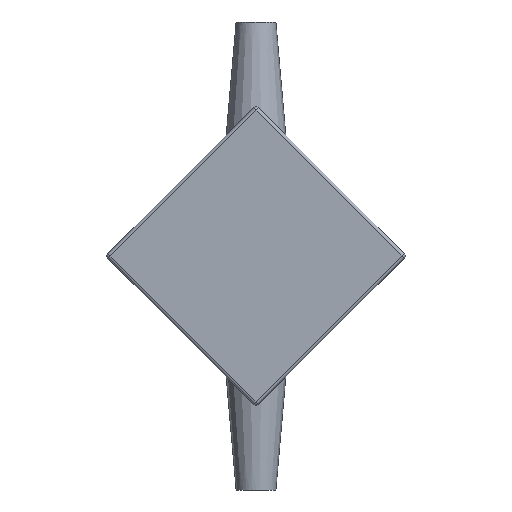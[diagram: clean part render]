
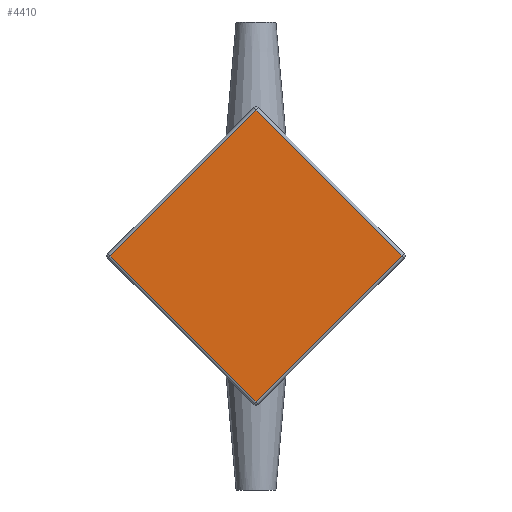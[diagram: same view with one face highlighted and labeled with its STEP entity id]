
A CAD part, front view. The second image highlights one B-rep face of the part: STEP entity #4410.
In plain terms, the highlighted planar face has unit normal (0, -1, 0).
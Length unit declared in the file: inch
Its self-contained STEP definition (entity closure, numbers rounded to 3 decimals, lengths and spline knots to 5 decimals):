
#8 = LINE ( 'NONE', #3451, #2089 ) ;
#154 = FACE_OUTER_BOUND ( 'NONE', #4008, .T. ) ;
#323 = VECTOR ( 'NONE', #2689, 39.37008 ) ;
#324 = LINE ( 'NONE', #2693, #323 ) ;
#409 = ORIENTED_EDGE ( 'NONE', *, *, #538, .T. ) ;
#420 = ORIENTED_EDGE ( 'NONE', *, *, #686, .T. ) ;
#514 = ORIENTED_EDGE ( 'NONE', *, *, #566, .T. ) ;
#538 = EDGE_CURVE ( 'NONE', #3504, #3525, #8, .T. ) ;
#544 = EDGE_CURVE ( 'NONE', #3531, #3506, #2084, .T. ) ;
#566 = EDGE_CURVE ( 'NONE', #3525, #3531, #2041, .T. ) ;
#686 = EDGE_CURVE ( 'NONE', #3506, #3504, #324, .T. ) ;
#843 = DIRECTION ( 'NONE',  ( 0., 0., 1. ) ) ;
#844 = DIRECTION ( 'NONE',  ( 0., 1., 0. ) ) ;
#858 = CARTESIAN_POINT ( 'NONE',  ( 0.70711, 0., 0. ) ) ;
#968 = PLANE ( 'NONE',  #4147 ) ;
#2040 = VECTOR ( 'NONE', #3569, 39.37008 ) ;
#2041 = LINE ( 'NONE', #3567, #2040 ) ;
#2082 = VECTOR ( 'NONE', #3564, 39.37008 ) ;
#2084 = LINE ( 'NONE', #3563, #2082 ) ;
#2089 = VECTOR ( 'NONE', #3603, 39.37008 ) ;
#2314 = CARTESIAN_POINT ( 'NONE',  ( 0.68589, 0., 0. ) ) ;
#2321 = CARTESIAN_POINT ( 'NONE',  ( 0., 0., -0.68589 ) ) ;
#2342 = CARTESIAN_POINT ( 'NONE',  ( 0., 0., 0.68589 ) ) ;
#2344 = CARTESIAN_POINT ( 'NONE',  ( -0.68589, 0., 0. ) ) ;
#2689 = DIRECTION ( 'NONE',  ( -0.707, 0., -0.707 ) ) ;
#2693 = CARTESIAN_POINT ( 'NONE',  ( 0.01061, 0., 0.6965 ) ) ;
#3451 = CARTESIAN_POINT ( 'NONE',  ( 0.01061, 0., -0.6965 ) ) ;
#3504 = VERTEX_POINT ( 'NONE', #2344 ) ;
#3506 = VERTEX_POINT ( 'NONE', #2342 ) ;
#3525 = VERTEX_POINT ( 'NONE', #2321 ) ;
#3531 = VERTEX_POINT ( 'NONE', #2314 ) ;
#3563 = CARTESIAN_POINT ( 'NONE',  ( 0.6965, 0., -0.01061 ) ) ;
#3564 = DIRECTION ( 'NONE',  ( -0.707, 0., 0.707 ) ) ;
#3567 = CARTESIAN_POINT ( 'NONE',  ( 0.6965, 0., 0.01061 ) ) ;
#3569 = DIRECTION ( 'NONE',  ( 0.707, 0., 0.707 ) ) ;
#3603 = DIRECTION ( 'NONE',  ( 0.707, 0., -0.707 ) ) ;
#3982 = ORIENTED_EDGE ( 'NONE', *, *, #544, .T. ) ;
#4008 = EDGE_LOOP ( 'NONE', ( #420, #409, #514, #3982 ) ) ;
#4147 = AXIS2_PLACEMENT_3D ( 'NONE', #858, #844, #843 ) ;
#4410 = ADVANCED_FACE ( 'NONE', ( #154 ), #968, .F. ) ;
